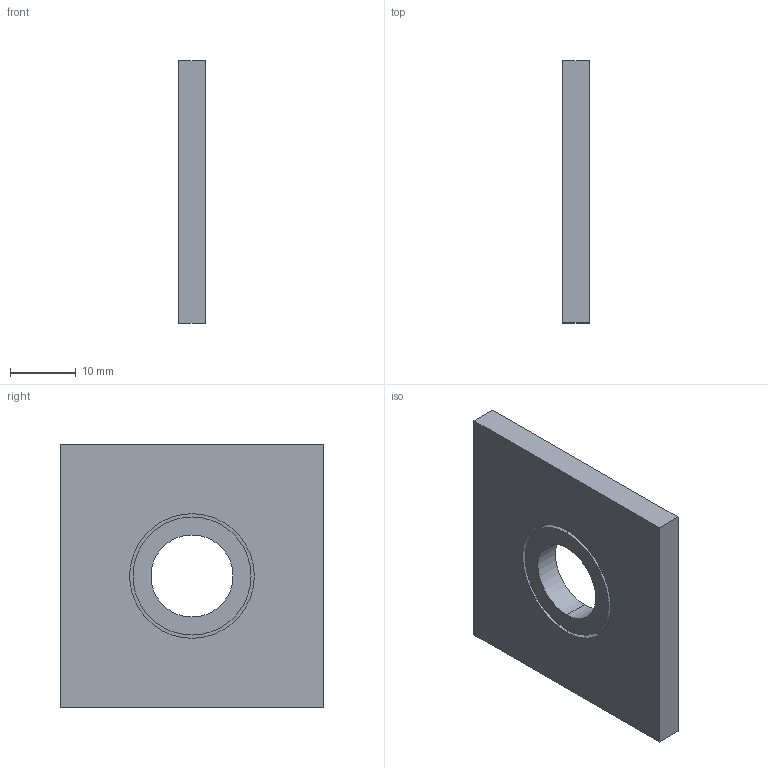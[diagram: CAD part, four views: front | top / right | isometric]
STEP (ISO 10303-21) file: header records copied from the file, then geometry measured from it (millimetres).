
FILE_DESCRIPTION(('STEP AP214'),'1');
FILE_NAME('cctmp_5CD211CD-7D19-475C-8BB0-35ACBA14B10B_2020_1_17_17_50_35_962..stp','2020-01-17T16:50:36',('Bosch Rexroth AG'),('CADClick - www.CADClick.com'),'Spatial InterOp 3D',' ','unknown authorization - (Healing Option Enabled)');
FILE_SCHEMA(('AUTOMOTIVE_DESIGN'));
Length unit declared in the file: millimetre
Products named in the file (1): 2020_01_17__17-50-35-962
Bounding box: 4 x 40 x 40 mm (x, y, z)
Volume: 5784.2 mm3; surface area: 4096.8 mm2
Topology: 1 solids, 1 shells, 20 faces, 48 edges, 34 vertices
Faces by surface type: plane 10, cylinder 8, cone 2
Entity records: 794 total; most frequent: DIRECTION 116, CARTESIAN_POINT 103, ORIENTED_EDGE 96, EDGE_CURVE 48, AXIS2_PLACEMENT_3D 47, VERTEX_POINT 34, EDGE_LOOP 26, CIRCLE 26
